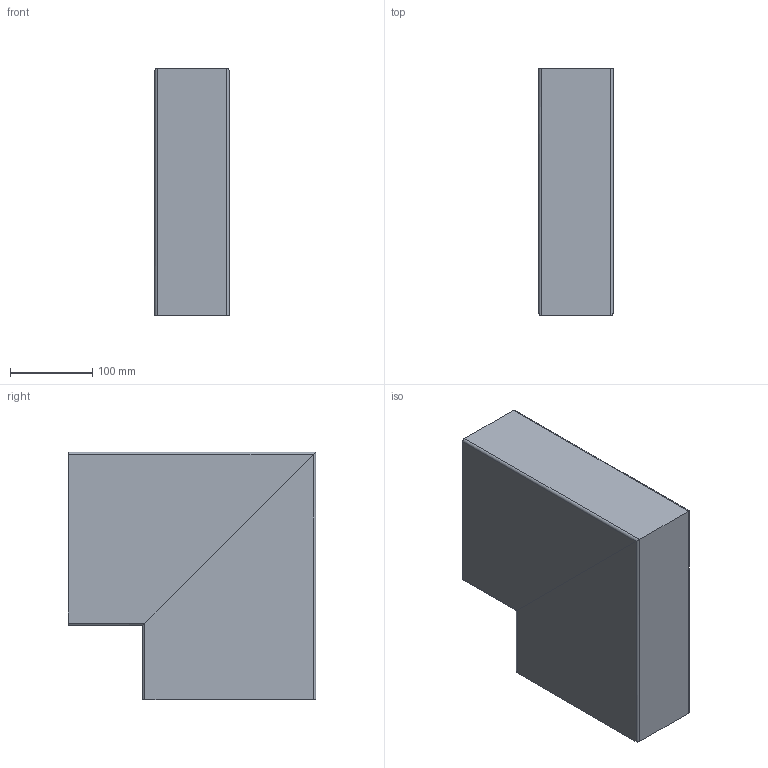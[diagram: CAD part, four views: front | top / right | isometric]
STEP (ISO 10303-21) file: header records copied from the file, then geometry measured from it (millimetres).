
FILE_DESCRIPTION (( 'STEP AP214' ), '1' );
FILE_NAME ('6279620.stp', '2016-06-21T06:27:33', ( '' ), ( '' ), 'SwSTEP 2.0', 'SolidWorks 2014', '' );
FILE_SCHEMA (( 'AUTOMOTIVE_DESIGN' ));
Length unit declared in the file: millimetre
Products named in the file (3): 027742T2_Standard; 027742T1_Standard; 6279620
Assembly tree (2 placements, depth 2):
  6279620
    027742T1_Standard
    027742T2_Standard
Bounding box: 90 x 300 x 300 mm (x, y, z)
Volume: 461446.5 mm3; surface area: 462199.1 mm2
Topology: 2 solids, 2 shells, 196 faces, 576 edges, 384 vertices
Faces by surface type: plane 108, cylinder 88
Entity records: 6578 total; most frequent: CARTESIAN_POINT 1425, ORIENTED_EDGE 1152, DIRECTION 978, EDGE_CURVE 576, VECTOR 400, LINE 400, VERTEX_POINT 384, AXIS2_PLACEMENT_3D 289
